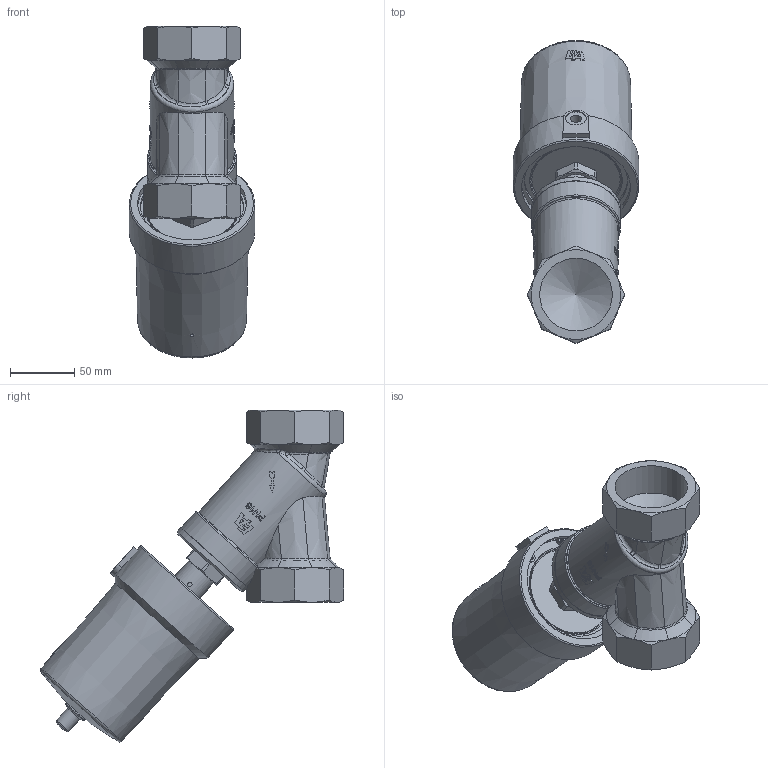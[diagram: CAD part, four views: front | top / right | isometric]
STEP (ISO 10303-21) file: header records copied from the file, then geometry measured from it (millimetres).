
FILE_DESCRIPTION(/* description */ ('DG2D1222050'),/* implementation_level */ '2;1');
FILE_NAME(/* name */ 'DG2D1222050_OS.stp',/* time_stamp */ '2022-01-27T08:31:08+01:00',/* author */ ('hois'),/* organization */ (''),/* preprocessor_version */ 'ST-DEVELOPER v18.1',/* originating_system */ 'Autodesk Inventor 2020',/* authorisation */ '');
FILE_SCHEMA (('AUTOMOTIVE_DESIGN { 1 0 10303 214 3 1 1 }'));
Length unit declared in the file: millimetre
Products named in the file (7): DG2D1222050; GGS0050.26.0033-GM; DER0850.06.0099; SZY0800.24.0012; ETG0050.13.0103; DIN0472-88x3; VST1415.08.0013
Assembly tree (6 placements, depth 2):
  DG2D1222050
    GGS0050.26.0033-GM
    DER0850.06.0099
    SZY0800.24.0012
    ETG0050.13.0103
    DIN0472-88x3
    VST1415.08.0013
Bounding box: 98 x 236.45 x 259.01 mm (x, y, z)
Volume: 780399.5 mm3; surface area: 184615.1 mm2
Topology: 6 solids, 6 shells, 513 faces, 1355 edges, 892 vertices
Faces by surface type: plane 227, bspline 132, cylinder 82, cone 57, torus 14, sphere 1
Full cylindrical faces by diameter (mm): 1.5 x1, 3 x1, 3.5 x3, 8.376 x1, 8.7 x1, 11 x1, 12 x2, 13 x1, 14 x2, 16 x1, 20 x1, 23.5 x1, 24.5 x1, 26 x2, 56.61 x1, 56.656 x3, 59.61 x1, 61 x2, 65 x1, 70 x1, 77 x1, 82 x1, 85 x3, 88.5 x1, 98 x1
Entity records: 19734 total; most frequent: CARTESIAN_POINT 7325, ORIENTED_EDGE 2704, DIRECTION 2365, EDGE_CURVE 1352, AXIS2_PLACEMENT_3D 977, VERTEX_POINT 892, EDGE_LOOP 570, FACE_OUTER_BOUND 513
